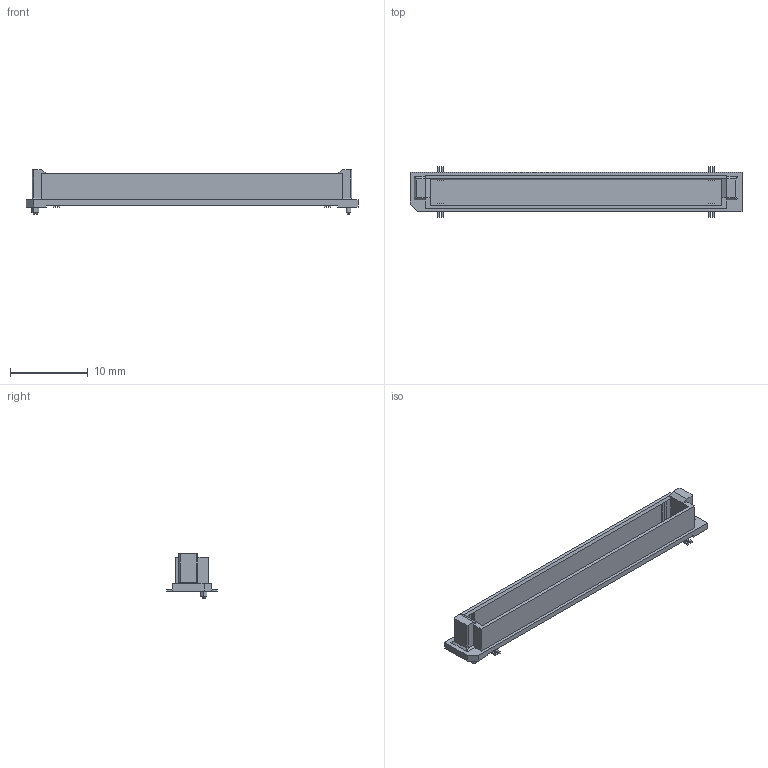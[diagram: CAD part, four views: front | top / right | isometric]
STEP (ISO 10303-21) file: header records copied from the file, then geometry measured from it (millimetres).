
FILE_DESCRIPTION((''),'2;1');
FILE_NAME('HIROSE_FX8C-120P-SV.stp','2016-07-04T13:50:57',(''),(''),'Mechanical Desktop 2011','Mechanical Desktop 2011',', , ');
FILE_SCHEMA(('AUTOMOTIVE_DESIGN { 1 2 10303 214 1 1 1 1 }'));
Length unit declared in the file: millimetre
Products named in the file (1): Product
Bounding box: 42.6 x 6.5 x 5.65 mm (x, y, z)
Volume: 343.9 mm3; surface area: 1126.1 mm2
Topology: 17 solids, 17 shells, 188 faces, 420 edges, 265 vertices
Faces by surface type: plane 156, cylinder 20, bspline 8, cone 4
Entity records: 5233 total; most frequent: CARTESIAN_POINT 1034, ORIENTED_EDGE 832, DIRECTION 816, EDGE_CURVE 416, VECTOR 362, LINE 362, VERTEX_POINT 265, AXIS2_PLACEMENT_3D 227
